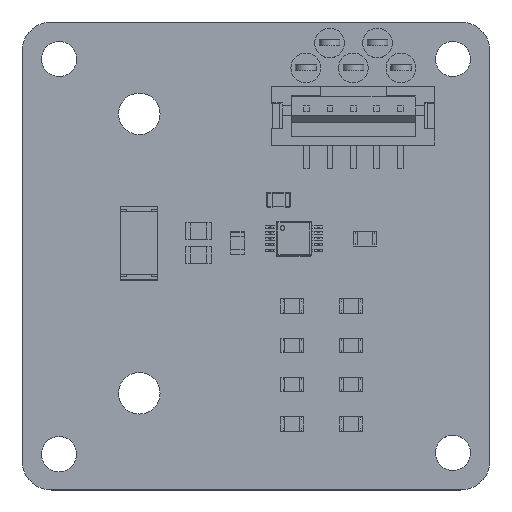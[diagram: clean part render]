
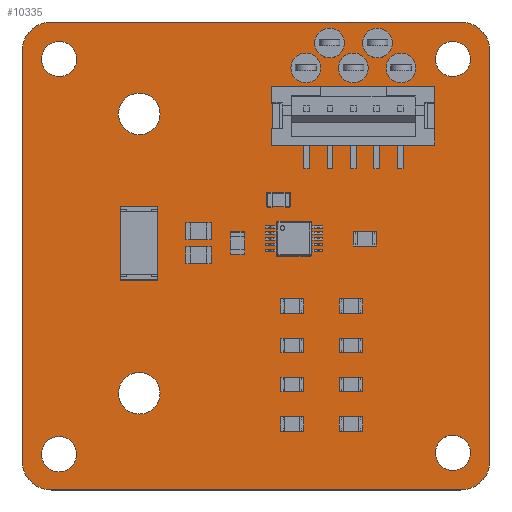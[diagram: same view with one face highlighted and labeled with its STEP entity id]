
A CAD part, top view. The second image highlights one B-rep face of the part: STEP entity #10335.
In plain terms, the highlighted planar face has unit normal (0, 0, 1).
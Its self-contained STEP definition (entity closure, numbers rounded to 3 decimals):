
#9674 = VERTEX_POINT('',#9675);
#9675 = CARTESIAN_POINT('',(0.,2.5,0.));
#9681 = EDGE_CURVE('',#9674,#9682,#9684,.T.);
#9682 = VERTEX_POINT('',#9683);
#9683 = CARTESIAN_POINT('',(0.,37.5,0.));
#9684 = LINE('',#9685,#9686);
#9685 = CARTESIAN_POINT('',(0.,2.5,0.));
#9686 = VECTOR('',#9687,1.);
#9687 = DIRECTION('',(0.,1.,0.));
#9712 = EDGE_CURVE('',#9682,#9713,#9715,.T.);
#9713 = VERTEX_POINT('',#9714);
#9714 = CARTESIAN_POINT('',(2.5,40.,0.));
#9715 = CIRCLE('',#9716,2.499);
#9716 = AXIS2_PLACEMENT_3D('',#9717,#9718,#9719);
#9717 = CARTESIAN_POINT('',(2.499,37.501,0.));
#9718 = DIRECTION('',(0.,0.,-1.));
#9719 = DIRECTION('',(-1.,0.,0.));
#9745 = EDGE_CURVE('',#9713,#9746,#9748,.T.);
#9746 = VERTEX_POINT('',#9747);
#9747 = CARTESIAN_POINT('',(37.5,40.,0.));
#9748 = LINE('',#9749,#9750);
#9749 = CARTESIAN_POINT('',(2.5,40.,0.));
#9750 = VECTOR('',#9751,1.);
#9751 = DIRECTION('',(1.,0.,0.));
#9776 = EDGE_CURVE('',#9746,#9777,#9779,.T.);
#9777 = VERTEX_POINT('',#9778);
#9778 = CARTESIAN_POINT('',(40.,37.5,0.));
#9779 = CIRCLE('',#9780,2.499);
#9780 = AXIS2_PLACEMENT_3D('',#9781,#9782,#9783);
#9781 = CARTESIAN_POINT('',(37.501,37.501,0.));
#9782 = DIRECTION('',(0.,0.,-1.));
#9783 = DIRECTION('',(0.,1.,0.));
#9809 = EDGE_CURVE('',#9777,#9810,#9812,.T.);
#9810 = VERTEX_POINT('',#9811);
#9811 = CARTESIAN_POINT('',(40.,2.5,0.));
#9812 = LINE('',#9813,#9814);
#9813 = CARTESIAN_POINT('',(40.,37.5,0.));
#9814 = VECTOR('',#9815,1.);
#9815 = DIRECTION('',(0.,-1.,0.));
#9840 = EDGE_CURVE('',#9810,#9841,#9843,.T.);
#9841 = VERTEX_POINT('',#9842);
#9842 = CARTESIAN_POINT('',(37.5,0.,0.));
#9843 = CIRCLE('',#9844,2.499);
#9844 = AXIS2_PLACEMENT_3D('',#9845,#9846,#9847);
#9845 = CARTESIAN_POINT('',(37.501,2.499,0.));
#9846 = DIRECTION('',(0.,0.,-1.));
#9847 = DIRECTION('',(1.,0.,0.));
#9873 = EDGE_CURVE('',#9841,#9874,#9876,.T.);
#9874 = VERTEX_POINT('',#9875);
#9875 = CARTESIAN_POINT('',(2.5,0.,0.));
#9876 = LINE('',#9877,#9878);
#9877 = CARTESIAN_POINT('',(37.5,0.,0.));
#9878 = VECTOR('',#9879,1.);
#9879 = DIRECTION('',(-1.,0.,0.));
#9904 = EDGE_CURVE('',#9874,#9674,#9905,.T.);
#9905 = CIRCLE('',#9906,2.499);
#9906 = AXIS2_PLACEMENT_3D('',#9907,#9908,#9909);
#9907 = CARTESIAN_POINT('',(2.499,2.499,0.));
#9908 = DIRECTION('',(0.,0.,-1.));
#9909 = DIRECTION('',(0.,-1.,0.));
#9930 = VERTEX_POINT('',#9931);
#9931 = CARTESIAN_POINT('',(4.662,3.061,0.));
#9937 = EDGE_CURVE('',#9930,#9930,#9938,.T.);
#9938 = CIRCLE('',#9939,1.5);
#9939 = AXIS2_PLACEMENT_3D('',#9940,#9941,#9942);
#9940 = CARTESIAN_POINT('',(3.162,3.061,0.));
#9941 = DIRECTION('',(0.,0.,1.));
#9942 = DIRECTION('',(1.,0.,0.));
#9963 = VERTEX_POINT('',#9964);
#9964 = CARTESIAN_POINT('',(11.798,8.268,0.));
#9970 = EDGE_CURVE('',#9963,#9963,#9971,.T.);
#9971 = CIRCLE('',#9972,1.778);
#9972 = AXIS2_PLACEMENT_3D('',#9973,#9974,#9975);
#9973 = CARTESIAN_POINT('',(10.02,8.268,0.));
#9974 = DIRECTION('',(0.,0.,1.));
#9975 = DIRECTION('',(1.,0.,0.));
#9996 = VERTEX_POINT('',#9997);
#9997 = CARTESIAN_POINT('',(4.675,36.83,0.));
#10003 = EDGE_CURVE('',#9996,#9996,#10004,.T.);
#10004 = CIRCLE('',#10005,1.5);
#10005 = AXIS2_PLACEMENT_3D('',#10006,#10007,#10008);
#10006 = CARTESIAN_POINT('',(3.175,36.83,0.));
#10007 = DIRECTION('',(0.,0.,1.));
#10008 = DIRECTION('',(1.,0.,0.));
#10029 = VERTEX_POINT('',#10030);
#10030 = CARTESIAN_POINT('',(11.798,32.144,0.));
#10036 = EDGE_CURVE('',#10029,#10029,#10037,.T.);
#10037 = CIRCLE('',#10038,1.778);
#10038 = AXIS2_PLACEMENT_3D('',#10039,#10040,#10041);
#10039 = CARTESIAN_POINT('',(10.02,32.144,0.));
#10040 = DIRECTION('',(0.,0.,1.));
#10041 = DIRECTION('',(1.,0.,0.));
#10062 = VERTEX_POINT('',#10063);
#10063 = CARTESIAN_POINT('',(24.767,36.068,0.));
#10069 = EDGE_CURVE('',#10062,#10062,#10070,.T.);
#10070 = CIRCLE('',#10071,0.51);
#10071 = AXIS2_PLACEMENT_3D('',#10072,#10073,#10074);
#10072 = CARTESIAN_POINT('',(24.257,36.068,0.));
#10073 = DIRECTION('',(0.,0.,1.));
#10074 = DIRECTION('',(1.,0.,0.));
#10095 = VERTEX_POINT('',#10096);
#10096 = CARTESIAN_POINT('',(28.831,36.068,0.));
#10102 = EDGE_CURVE('',#10095,#10095,#10103,.T.);
#10103 = CIRCLE('',#10104,0.51);
#10104 = AXIS2_PLACEMENT_3D('',#10105,#10106,#10107);
#10105 = CARTESIAN_POINT('',(28.321,36.068,0.));
#10106 = DIRECTION('',(0.,0.,1.));
#10107 = DIRECTION('',(1.,0.,0.));
#10128 = VERTEX_POINT('',#10129);
#10129 = CARTESIAN_POINT('',(38.33,3.175,0.));
#10135 = EDGE_CURVE('',#10128,#10128,#10136,.T.);
#10136 = CIRCLE('',#10137,1.5);
#10137 = AXIS2_PLACEMENT_3D('',#10138,#10139,#10140);
#10138 = CARTESIAN_POINT('',(36.83,3.175,0.));
#10139 = DIRECTION('',(0.,0.,1.));
#10140 = DIRECTION('',(1.,0.,0.));
#10161 = VERTEX_POINT('',#10162);
#10162 = CARTESIAN_POINT('',(38.33,36.83,0.));
#10168 = EDGE_CURVE('',#10161,#10161,#10169,.T.);
#10169 = CIRCLE('',#10170,1.5);
#10170 = AXIS2_PLACEMENT_3D('',#10171,#10172,#10173);
#10171 = CARTESIAN_POINT('',(36.83,36.83,0.));
#10172 = DIRECTION('',(0.,0.,1.));
#10173 = DIRECTION('',(1.,0.,0.));
#10194 = VERTEX_POINT('',#10195);
#10195 = CARTESIAN_POINT('',(26.799,38.202,0.));
#10201 = EDGE_CURVE('',#10194,#10194,#10202,.T.);
#10202 = CIRCLE('',#10203,0.51);
#10203 = AXIS2_PLACEMENT_3D('',#10204,#10205,#10206);
#10204 = CARTESIAN_POINT('',(26.289,38.202,0.));
#10205 = DIRECTION('',(0.,0.,1.));
#10206 = DIRECTION('',(1.,0.,0.));
#10227 = VERTEX_POINT('',#10228);
#10228 = CARTESIAN_POINT('',(32.895,36.068,0.));
#10234 = EDGE_CURVE('',#10227,#10227,#10235,.T.);
#10235 = CIRCLE('',#10236,0.51);
#10236 = AXIS2_PLACEMENT_3D('',#10237,#10238,#10239);
#10237 = CARTESIAN_POINT('',(32.385,36.068,0.));
#10238 = DIRECTION('',(0.,0.,1.));
#10239 = DIRECTION('',(1.,0.,0.));
#10260 = VERTEX_POINT('',#10261);
#10261 = CARTESIAN_POINT('',(30.888,38.202,0.));
#10267 = EDGE_CURVE('',#10260,#10260,#10268,.T.);
#10268 = CIRCLE('',#10269,0.51);
#10269 = AXIS2_PLACEMENT_3D('',#10270,#10271,#10272);
#10270 = CARTESIAN_POINT('',(30.378,38.202,0.));
#10271 = DIRECTION('',(0.,0.,1.));
#10272 = DIRECTION('',(1.,0.,0.));
#10335 = ADVANCED_FACE('',(#10336,#10346,#10349,#10352,#10355,#10358,
    #10361,#10364,#10367,#10370,#10373,#10376),#10379,.T.);
#10336 = FACE_BOUND('',#10337,.F.);
#10337 = EDGE_LOOP('',(#10338,#10339,#10340,#10341,#10342,#10343,#10344,
    #10345));
#10338 = ORIENTED_EDGE('',*,*,#9681,.T.);
#10339 = ORIENTED_EDGE('',*,*,#9712,.T.);
#10340 = ORIENTED_EDGE('',*,*,#9745,.T.);
#10341 = ORIENTED_EDGE('',*,*,#9776,.T.);
#10342 = ORIENTED_EDGE('',*,*,#9809,.T.);
#10343 = ORIENTED_EDGE('',*,*,#9840,.T.);
#10344 = ORIENTED_EDGE('',*,*,#9873,.T.);
#10345 = ORIENTED_EDGE('',*,*,#9904,.T.);
#10346 = FACE_BOUND('',#10347,.T.);
#10347 = EDGE_LOOP('',(#10348));
#10348 = ORIENTED_EDGE('',*,*,#9937,.F.);
#10349 = FACE_BOUND('',#10350,.T.);
#10350 = EDGE_LOOP('',(#10351));
#10351 = ORIENTED_EDGE('',*,*,#9970,.F.);
#10352 = FACE_BOUND('',#10353,.T.);
#10353 = EDGE_LOOP('',(#10354));
#10354 = ORIENTED_EDGE('',*,*,#10003,.F.);
#10355 = FACE_BOUND('',#10356,.T.);
#10356 = EDGE_LOOP('',(#10357));
#10357 = ORIENTED_EDGE('',*,*,#10036,.F.);
#10358 = FACE_BOUND('',#10359,.T.);
#10359 = EDGE_LOOP('',(#10360));
#10360 = ORIENTED_EDGE('',*,*,#10069,.F.);
#10361 = FACE_BOUND('',#10362,.T.);
#10362 = EDGE_LOOP('',(#10363));
#10363 = ORIENTED_EDGE('',*,*,#10102,.F.);
#10364 = FACE_BOUND('',#10365,.T.);
#10365 = EDGE_LOOP('',(#10366));
#10366 = ORIENTED_EDGE('',*,*,#10135,.F.);
#10367 = FACE_BOUND('',#10368,.T.);
#10368 = EDGE_LOOP('',(#10369));
#10369 = ORIENTED_EDGE('',*,*,#10168,.F.);
#10370 = FACE_BOUND('',#10371,.T.);
#10371 = EDGE_LOOP('',(#10372));
#10372 = ORIENTED_EDGE('',*,*,#10201,.F.);
#10373 = FACE_BOUND('',#10374,.T.);
#10374 = EDGE_LOOP('',(#10375));
#10375 = ORIENTED_EDGE('',*,*,#10234,.F.);
#10376 = FACE_BOUND('',#10377,.T.);
#10377 = EDGE_LOOP('',(#10378));
#10378 = ORIENTED_EDGE('',*,*,#10267,.F.);
#10379 = PLANE('',#10380);
#10380 = AXIS2_PLACEMENT_3D('',#10381,#10382,#10383);
#10381 = CARTESIAN_POINT('',(0.,2.5,0.));
#10382 = DIRECTION('',(0.,0.,1.));
#10383 = DIRECTION('',(1.,0.,0.));
